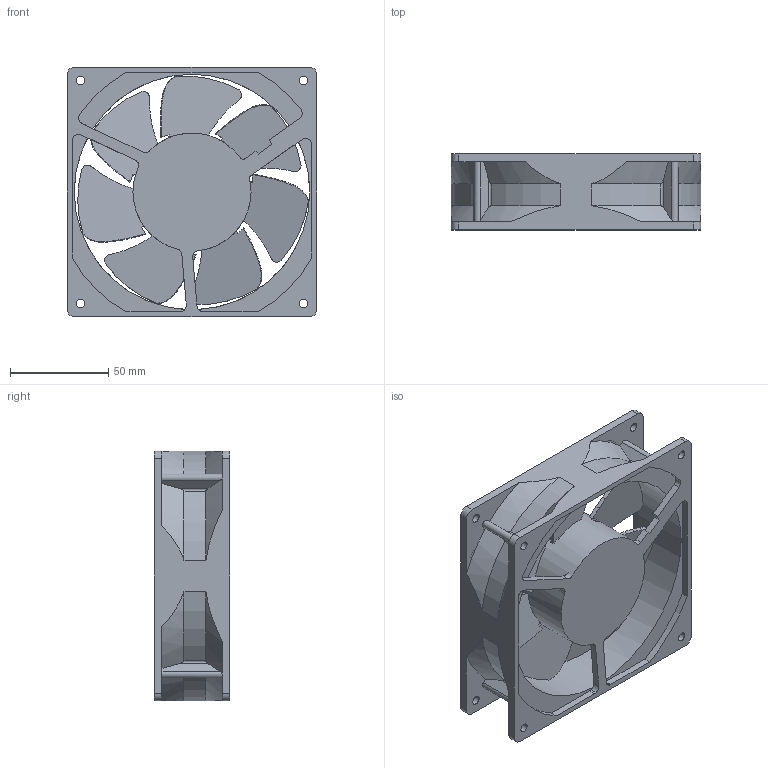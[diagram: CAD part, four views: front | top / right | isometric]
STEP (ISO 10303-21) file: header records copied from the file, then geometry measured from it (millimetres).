
FILE_DESCRIPTION(('starvars output'),'2;1');
FILE_NAME('d1338.stp','14:59:08 2014/09/16',( 'Thomas Industrial Network Germany GmbH'),( 'Thomas Industrial Network Germany GmbH'),'unknown preprocess','ACIS' ,'unknown authorization');
FILE_SCHEMA(('AUTOMOTIVE_DESIGN_CC2 {UNKNOWN IMPLEMENTATION LEVEL}'));
Length unit declared in the file: millimetre
Products named in the file (1): PRODUCT_ID_17
Bounding box: 127 x 38.5 x 127 mm (x, y, z)
Volume: 214136.9 mm3; surface area: 76049.2 mm2
Topology: 1 solids, 1 shells, 307 faces, 897 edges, 596 vertices
Faces by surface type: cylinder 206, plane 85, cone 16
Entity records: 12515 total; most frequent: CARTESIAN_POINT 1991, ORIENTED_EDGE 1794, DIRECTION 1655, EDGE_CURVE 897, AXIS2_PLACEMENT_3D 641, VERTEX_POINT 597, VECTOR 373, LINE 373
